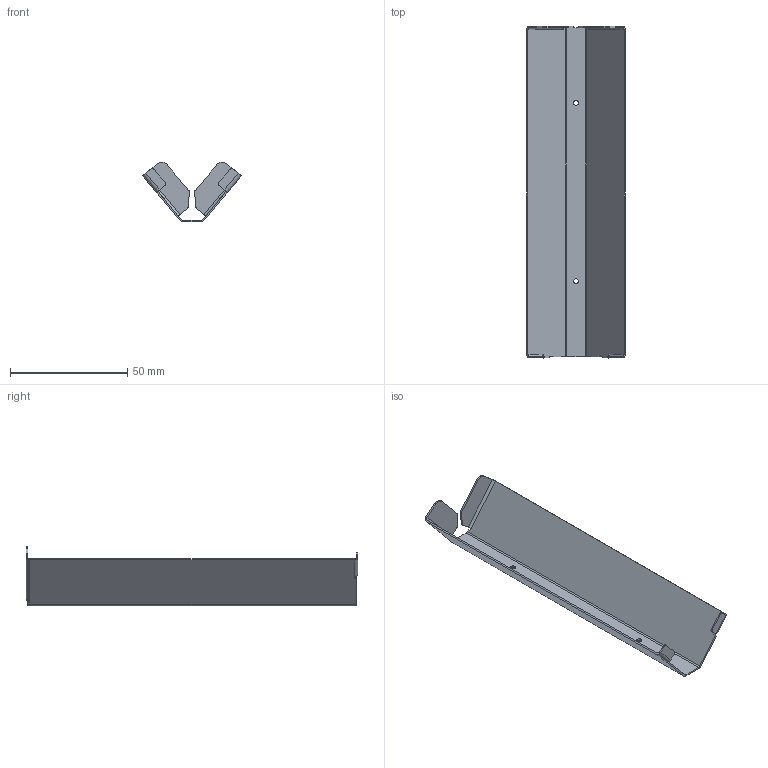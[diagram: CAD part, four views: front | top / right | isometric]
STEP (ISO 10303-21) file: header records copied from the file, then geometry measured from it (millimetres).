
FILE_DESCRIPTION(/* description */ ('Unknown'),/* implementation_level */ '2;1');
FILE_NAME(/* name */ 'RestrainerRail',/* time_stamp */ '2018-11-22T09:26:53+01:00',/* author */ ('Unknown'),/* organization */ ('Unknown'),/* preprocessor_version */ 'ST-DEVELOPER v16.7',/* originating_system */ 'DEX',/* authorisation */ $);
FILE_SCHEMA (('AUTOMOTIVE_DESIGN {1 0 10303 214 3 1 1}'));
Length unit declared in the file: millimetre
Products named in the file (1): RestrainerRail
Bounding box: 41.93 x 141.3 x 25.34 mm (x, y, z)
Volume: 5742.8 mm3; surface area: 17976.7 mm2
Topology: 1 solids, 1 shells, 60 faces, 168 edges, 110 vertices
Faces by surface type: plane 36, cylinder 24
Full cylindrical faces by diameter (mm): 2.15 x2
Entity records: 1942 total; most frequent: DIRECTION 334, CARTESIAN_POINT 333, ORIENTED_EDGE 328, EDGE_CURVE 164, LINE 116, VECTOR 116, AXIS2_PLACEMENT_3D 109, VERTEX_POINT 108
